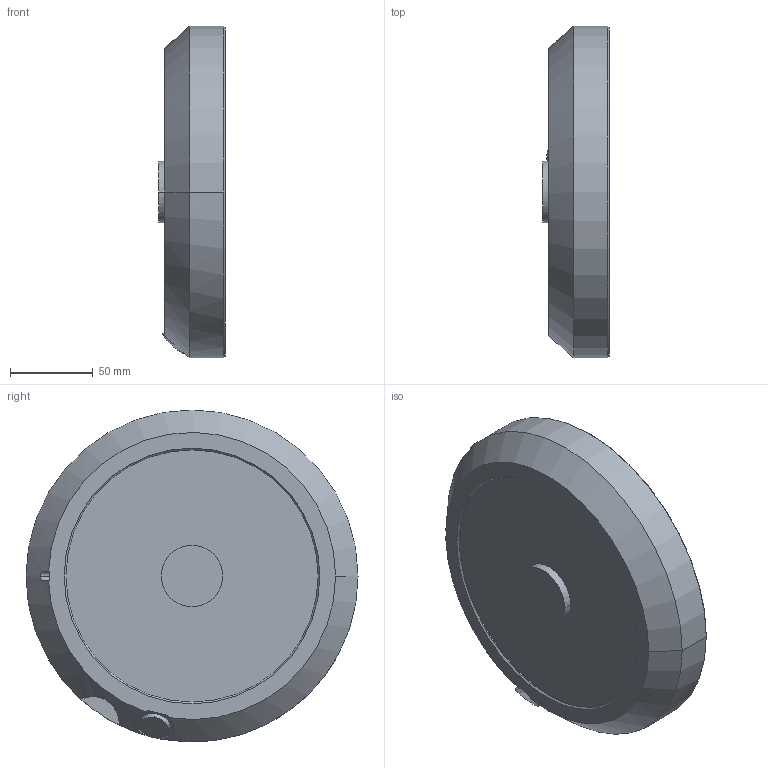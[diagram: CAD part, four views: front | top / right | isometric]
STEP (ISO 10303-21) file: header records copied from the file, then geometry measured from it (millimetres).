
FILE_DESCRIPTION (( 'STEP AP203' ), '1' );
FILE_NAME ('LINK06_CAD_Default_sldprt.STEP', '2024-04-07T16:14:23', ( '' ), ( '' ), 'SwSTEP 2.0', 'SolidWorks 2022', '' );
FILE_SCHEMA (( 'CONFIG_CONTROL_DESIGN' ));
Length unit declared in the file: millimetre
Products named in the file (1): LINK06_CAD_Default_sldprt
Bounding box: 40 x 200 x 200 mm (x, y, z)
Volume: 791075.1 mm3; surface area: 99327.4 mm2
Topology: 1 solids, 1 shells, 133 faces, 326 edges, 187 vertices
Faces by surface type: cone 61, cylinder 55, plane 17
Entity records: 4176 total; most frequent: CARTESIAN_POINT 1015, DIRECTION 699, ORIENTED_EDGE 604, EDGE_CURVE 302, AXIS2_PLACEMENT_3D 275, VERTEX_POINT 187, VECTOR 149, EDGE_LOOP 149
